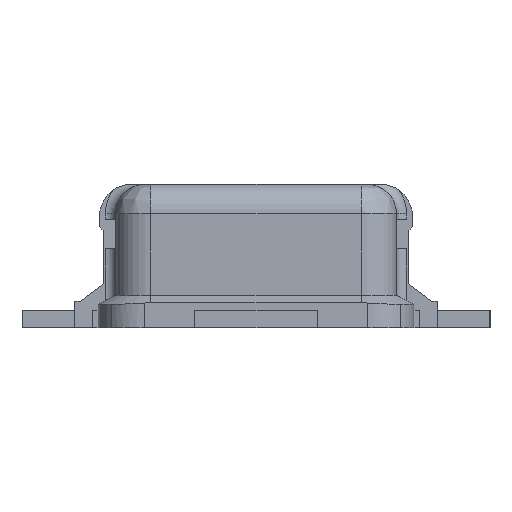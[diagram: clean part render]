
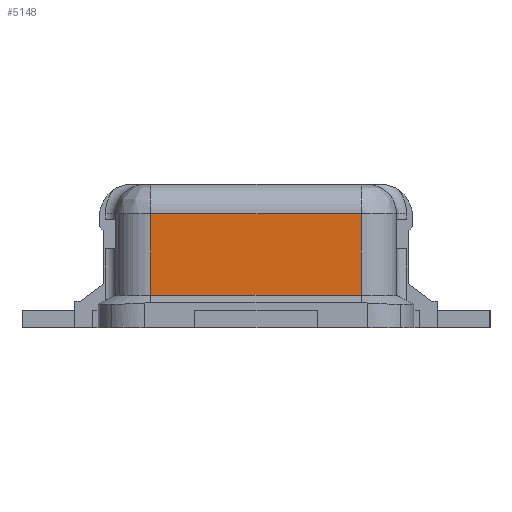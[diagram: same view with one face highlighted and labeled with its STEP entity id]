
A CAD part, left-side view. The second image highlights one B-rep face of the part: STEP entity #5148.
In plain terms, the highlighted planar face has unit normal (-1, 0, 0).
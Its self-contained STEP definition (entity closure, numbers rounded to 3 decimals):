
#599=DIRECTION('',(0.,1.,0.));
#600=VECTOR('',#599,0.72);
#601=CARTESIAN_POINT('',(3.275,-0.36,
0.42));
#602=LINE('',#601,#600);
#1081=DIRECTION('',(0.,0.,1.));
#1082=VECTOR('',#1081,0.28);
#1083=CARTESIAN_POINT('',(3.275,0.36,
0.14));
#1084=LINE('',#1083,#1082);
#1085=DIRECTION('',(0.,-1.,0.));
#1086=VECTOR('',#1085,0.72);
#1087=CARTESIAN_POINT('',(3.275,0.36,
0.14));
#1088=LINE('',#1087,#1086);
#1118=DIRECTION('',(0.,0.,1.));
#1119=VECTOR('',#1118,0.28);
#1120=CARTESIAN_POINT('',(3.275,-0.36,
0.14));
#1121=LINE('',#1120,#1119);
#3376=CARTESIAN_POINT('',(3.275,0.36,0.42));
#3377=VERTEX_POINT('',#3376);
#3378=CARTESIAN_POINT('',(3.275,-0.36,0.42));
#3379=VERTEX_POINT('',#3378);
#3384=CARTESIAN_POINT('',(3.275,-0.36,
0.14));
#3385=VERTEX_POINT('',#3384);
#3386=CARTESIAN_POINT('',(3.275,0.36,
0.14));
#3387=VERTEX_POINT('',#3386);
#5135=CARTESIAN_POINT('',(3.275,0.535,0.));
#5136=DIRECTION('',(-1.,0.,0.));
#5137=DIRECTION('',(0.,-1.,0.));
#5138=AXIS2_PLACEMENT_3D('',#5135,#5136,#5137);
#5139=PLANE('',#5138);
#5141=ORIENTED_EDGE('',*,*,#5140,.F.);
#5142=ORIENTED_EDGE('',*,*,#5130,.T.);
#5143=ORIENTED_EDGE('',*,*,#4514,.F.);
#5145=ORIENTED_EDGE('',*,*,#5144,.F.);
#5146=EDGE_LOOP('',(#5141,#5142,#5143,#5145));
#5147=FACE_OUTER_BOUND('',#5146,.F.);
#4514=EDGE_CURVE('',#3379,#3377,#602,.T.);
#5130=EDGE_CURVE('',#3387,#3377,#1084,.T.);
#5140=EDGE_CURVE('',#3387,#3385,#1088,.T.);
#5144=EDGE_CURVE('',#3385,#3379,#1121,.T.);
#5148=ADVANCED_FACE('',(#5147),#5139,.T.);
